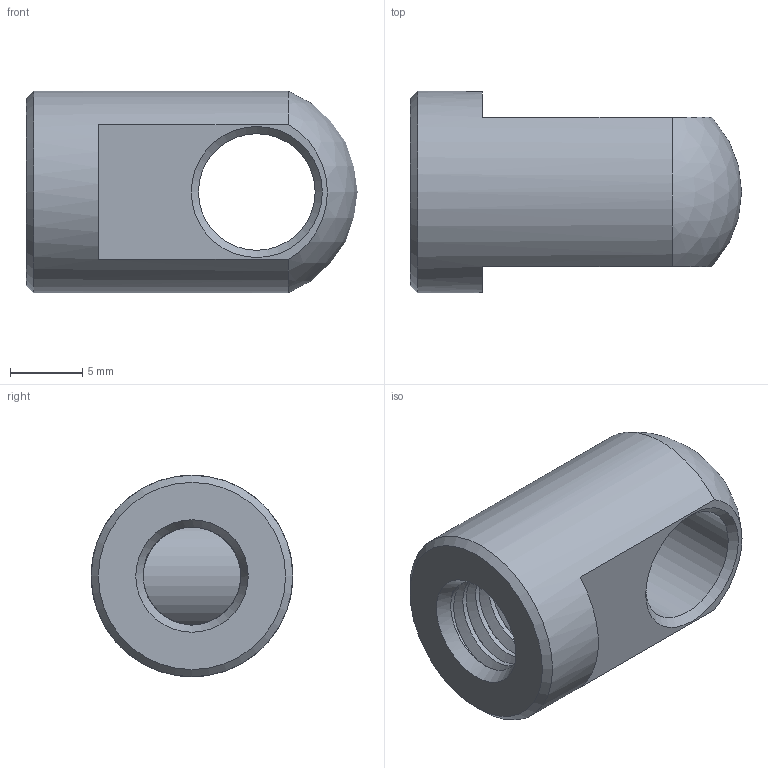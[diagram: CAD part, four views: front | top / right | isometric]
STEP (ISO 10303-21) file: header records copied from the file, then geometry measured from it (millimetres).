
FILE_DESCRIPTION(/* description */ (''),/* implementation_level */ '2;1');
FILE_NAME(/* name */ 'AR16_8_RVS.step',/* time_stamp */ '2024-07-01T16:00:43+02:00',/* author */ (''),/* organization */ (''),/* preprocessor_version */ 'ST-DEVELOPER v20',/* originating_system */ 'Autodesk Translation Framework v13.14.0.145',/* authorisation */ '');
FILE_SCHEMA (('AUTOMOTIVE_DESIGN { 1 0 10303 214 3 1 1 }'));
Length unit declared in the file: millimetre
Products named in the file (1): (Unsaved)
Bounding box: 23 x 14 x 14 mm (x, y, z)
Volume: 1906.8 mm3; surface area: 1674.5 mm2
Topology: 1 solids, 1 shells, 33 faces, 87 edges, 56 vertices
Faces by surface type: cylinder 18, plane 7, cone 5, bspline 2, sphere 1
Full cylindrical faces by diameter (mm): 6.779 x2, 8.1 x1, 8.17 x2, 14 x1
Entity records: 2213 total; most frequent: CARTESIAN_POINT 1412, ORIENTED_EDGE 172, DIRECTION 137, EDGE_CURVE 86, VERTEX_POINT 56, AXIS2_PLACEMENT_3D 55, EDGE_LOOP 36, B_SPLINE_CURVE_WITH_KNOTS 36
